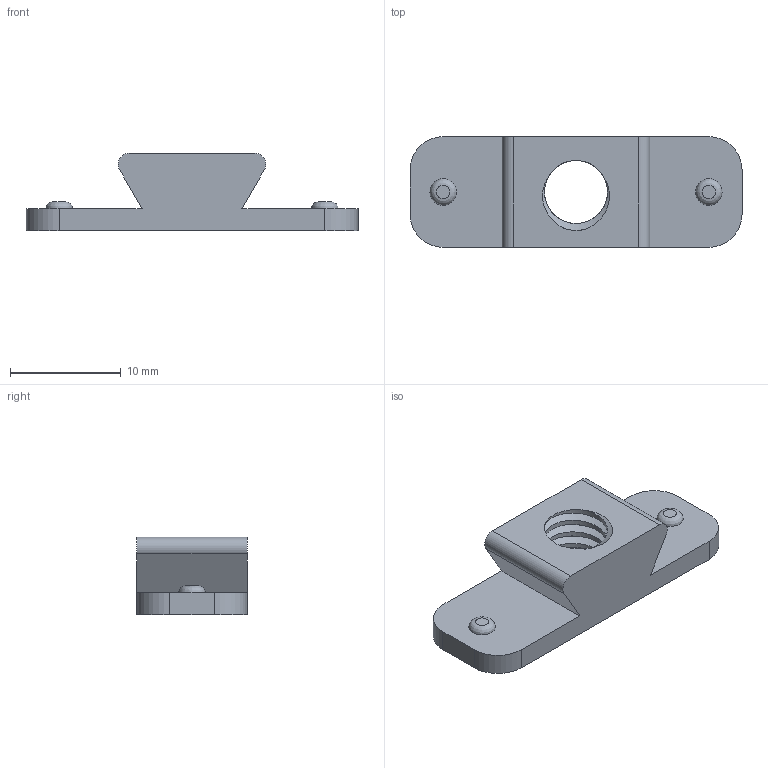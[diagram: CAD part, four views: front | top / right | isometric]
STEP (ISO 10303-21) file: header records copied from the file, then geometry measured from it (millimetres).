
FILE_DESCRIPTION(/* description */ (''),/* implementation_level */ '2;1');
FILE_NAME(/* name */ 'OAK-D-WIFI_0.25thread v3.step',/* time_stamp */ '2021-06-04T07:24:01+09:00',/* author */ (''),/* organization */ (''),/* preprocessor_version */ 'ST-DEVELOPER v18.1',/* originating_system */ 'Autodesk Translation Framework v10.6.0.1341',/* authorisation */ '');
FILE_SCHEMA (('AUTOMOTIVE_DESIGN { 1 0 10303 214 3 1 1 }'));
Length unit declared in the file: millimetre
Products named in the file (1): OAK-D-WIFI_0.25thread
Bounding box: 30 x 10 x 7 mm (x, y, z)
Volume: 961.7 mm3; surface area: 1156.1 mm2
Topology: 1 solids, 1 shells, 36 faces, 96 edges, 64 vertices
Faces by surface type: cylinder 20, plane 12, bspline 4
Full cylindrical faces by diameter (mm): 5.7 x5, 6.95 x5
Entity records: 2479 total; most frequent: CARTESIAN_POINT 1595, ORIENTED_EDGE 192, DIRECTION 152, EDGE_CURVE 96, VERTEX_POINT 64, AXIS2_PLACEMENT_3D 55, LINE 42, VECTOR 42
